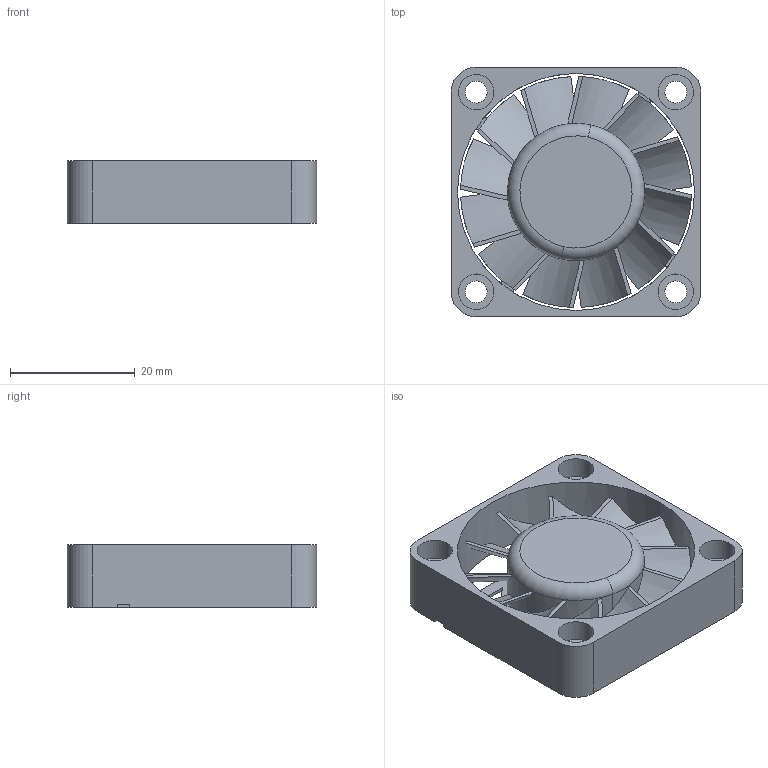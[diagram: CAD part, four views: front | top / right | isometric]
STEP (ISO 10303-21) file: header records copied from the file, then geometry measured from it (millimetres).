
FILE_DESCRIPTION (( 'STEP AP214' ), '1' );
FILE_NAME ('fan_40x40x10.STEP', '2018-11-26T11:31:22', ( '' ), ( '' ), 'SwSTEP 2.0', 'SolidWorks 2016', '' );
FILE_SCHEMA (( 'AUTOMOTIVE_DESIGN' ));
Length unit declared in the file: millimetre
Products named in the file (1): fan_40x40x10
Bounding box: 40 x 40 x 10 mm (x, y, z)
Volume: 8203.5 mm3; surface area: 7879.5 mm2
Topology: 2 solids, 2 shells, 134 faces, 356 edges, 235 vertices
Faces by surface type: bspline 48, cylinder 45, plane 39, torus 2
Entity records: 12379 total; most frequent: CARTESIAN_POINT 7885, ORIENTED_EDGE 712, DIRECTION 454, EDGE_CURVE 356, VERTEX_POINT 235, AXIS2_PLACEMENT_3D 188, B_SPLINE_CURVE_WITH_KNOTS 177, EDGE_LOOP 161
